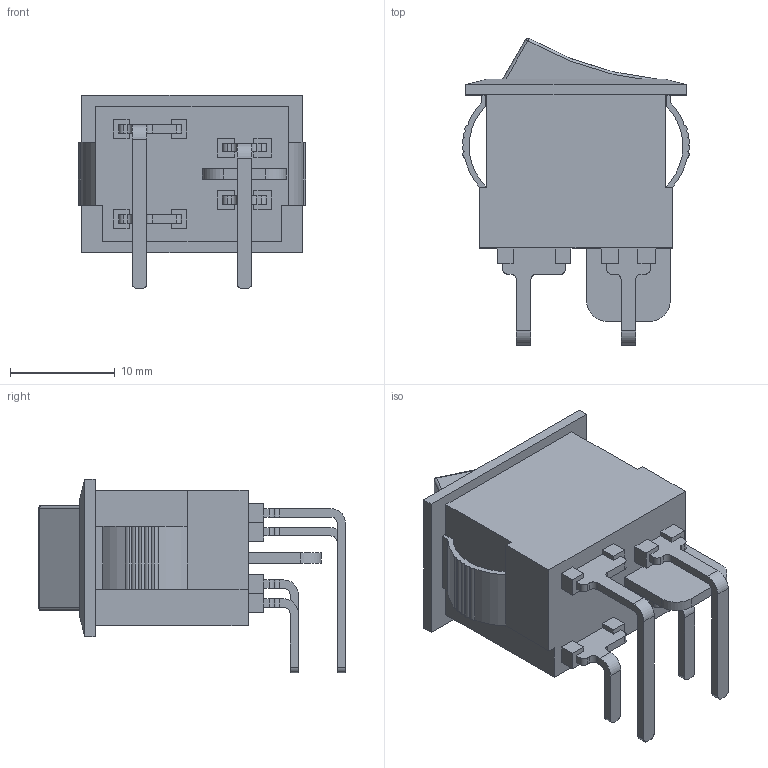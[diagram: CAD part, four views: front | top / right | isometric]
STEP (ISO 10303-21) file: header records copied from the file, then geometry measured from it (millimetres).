
FILE_DESCRIPTION (( 'STEP AP214' ), '1' );
FILE_NAME ('KCD1-104B.STEP', '2020-03-21T08:03:53', ( '' ), ( '' ), 'SwSTEP 2.0', 'SolidWorks 2017', '' );
FILE_SCHEMA (( 'AUTOMOTIVE_DESIGN' ));
Length unit declared in the file: millimetre
Products named in the file (1): KCD1-104B
Bounding box: 21.7 x 29.31 x 18.45 mm (x, y, z)
Volume: 4129.6 mm3; surface area: 3034.7 mm2
Topology: 5 solids, 5 shells, 229 faces, 619 edges, 410 vertices
Faces by surface type: plane 161, cylinder 64, sphere 2, torus 2
Entity records: 7477 total; most frequent: CARTESIAN_POINT 1351, ORIENTED_EDGE 1230, DIRECTION 1189, EDGE_CURVE 615, LINE 481, VECTOR 481, VERTEX_POINT 408, AXIS2_PLACEMENT_3D 354
